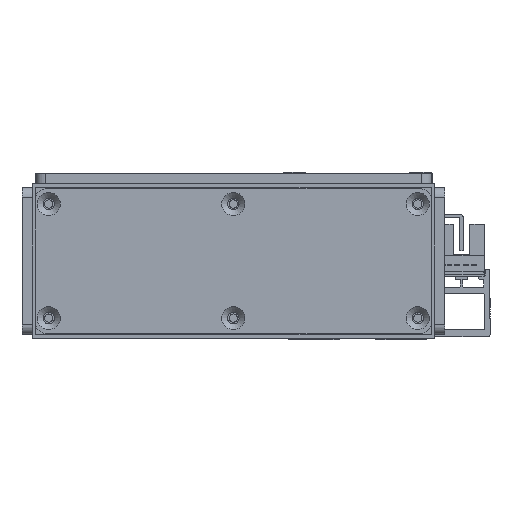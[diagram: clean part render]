
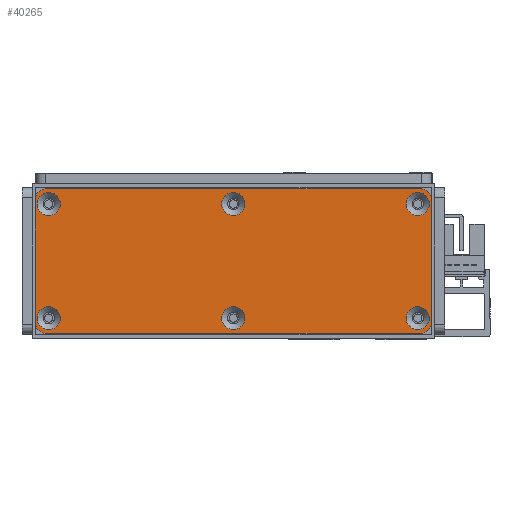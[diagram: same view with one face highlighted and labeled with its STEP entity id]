
A CAD part, front view. The second image highlights one B-rep face of the part: STEP entity #40265.
In plain terms, the highlighted face is planar.
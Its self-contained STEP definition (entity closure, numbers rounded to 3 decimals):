
#778=FACE_BOUND('',#6902,.T.);
#779=FACE_BOUND('',#6903,.T.);
#780=FACE_BOUND('',#6904,.T.);
#781=FACE_BOUND('',#6905,.T.);
#782=FACE_BOUND('',#6906,.T.);
#783=FACE_BOUND('',#6907,.T.);
#2236=PLANE('',#43541);
#4445=FACE_OUTER_BOUND('',#6901,.T.);
#6901=EDGE_LOOP('',(#37172,#37173,#37174,#37175,#37176,#37177,#37178,#37179));
#6902=EDGE_LOOP('',(#37180));
#6903=EDGE_LOOP('',(#37181));
#6904=EDGE_LOOP('',(#37182));
#6905=EDGE_LOOP('',(#37183));
#6906=EDGE_LOOP('',(#37184));
#6907=EDGE_LOOP('',(#37185));
#11402=LINE('',#66649,#15981);
#11406=LINE('',#66661,#15985);
#11410=LINE('',#66673,#15989);
#11414=LINE('',#66683,#15993);
#15981=VECTOR('',#53716,10.);
#15985=VECTOR('',#53728,10.);
#15989=VECTOR('',#53740,10.);
#15993=VECTOR('',#53752,10.);
#17075=CIRCLE('',#43495,3.45);
#17078=CIRCLE('',#43500,3.45);
#17081=CIRCLE('',#43505,3.45);
#17084=CIRCLE('',#43510,3.45);
#17087=CIRCLE('',#43515,3.45);
#17090=CIRCLE('',#43520,3.45);
#17094=CIRCLE('',#43526,3.);
#17096=CIRCLE('',#43530,3.);
#17098=CIRCLE('',#43534,3.);
#17100=CIRCLE('',#43538,3.);
#20691=VERTEX_POINT('',#66577);
#20694=VERTEX_POINT('',#66587);
#20697=VERTEX_POINT('',#66597);
#20700=VERTEX_POINT('',#66607);
#20703=VERTEX_POINT('',#66617);
#20706=VERTEX_POINT('',#66627);
#20711=VERTEX_POINT('',#66640);
#20712=VERTEX_POINT('',#66642);
#20714=VERTEX_POINT('',#66648);
#20716=VERTEX_POINT('',#66654);
#20718=VERTEX_POINT('',#66660);
#20720=VERTEX_POINT('',#66666);
#20722=VERTEX_POINT('',#66672);
#20724=VERTEX_POINT('',#66678);
#26193=EDGE_CURVE('',#20691,#20691,#17075,.T.);
#26198=EDGE_CURVE('',#20694,#20694,#17078,.T.);
#26203=EDGE_CURVE('',#20697,#20697,#17081,.T.);
#26208=EDGE_CURVE('',#20700,#20700,#17084,.T.);
#26213=EDGE_CURVE('',#20703,#20703,#17087,.T.);
#26218=EDGE_CURVE('',#20706,#20706,#17090,.T.);
#26225=EDGE_CURVE('',#20712,#20711,#17094,.T.);
#26228=EDGE_CURVE('',#20714,#20712,#11402,.T.);
#26231=EDGE_CURVE('',#20716,#20714,#17096,.T.);
#26234=EDGE_CURVE('',#20718,#20716,#11406,.T.);
#26237=EDGE_CURVE('',#20720,#20718,#17098,.T.);
#26240=EDGE_CURVE('',#20722,#20720,#11410,.T.);
#26243=EDGE_CURVE('',#20724,#20722,#17100,.T.);
#26246=EDGE_CURVE('',#20711,#20724,#11414,.T.);
#37172=ORIENTED_EDGE('',*,*,#26246,.T.);
#37173=ORIENTED_EDGE('',*,*,#26243,.T.);
#37174=ORIENTED_EDGE('',*,*,#26240,.T.);
#37175=ORIENTED_EDGE('',*,*,#26237,.T.);
#37176=ORIENTED_EDGE('',*,*,#26234,.T.);
#37177=ORIENTED_EDGE('',*,*,#26231,.T.);
#37178=ORIENTED_EDGE('',*,*,#26228,.T.);
#37179=ORIENTED_EDGE('',*,*,#26225,.T.);
#37180=ORIENTED_EDGE('',*,*,#26193,.T.);
#37181=ORIENTED_EDGE('',*,*,#26198,.T.);
#37182=ORIENTED_EDGE('',*,*,#26203,.T.);
#37183=ORIENTED_EDGE('',*,*,#26208,.T.);
#37184=ORIENTED_EDGE('',*,*,#26213,.T.);
#37185=ORIENTED_EDGE('',*,*,#26218,.T.);
#40265=ADVANCED_FACE('',(#4445,#778,#779,#780,#781,#782,#783),#2236,.T.);
#43495=AXIS2_PLACEMENT_3D('',#66578,#53635,#53636);
#43500=AXIS2_PLACEMENT_3D('',#66588,#53647,#53648);
#43505=AXIS2_PLACEMENT_3D('',#66598,#53659,#53660);
#43510=AXIS2_PLACEMENT_3D('',#66608,#53671,#53672);
#43515=AXIS2_PLACEMENT_3D('',#66618,#53683,#53684);
#43520=AXIS2_PLACEMENT_3D('',#66628,#53695,#53696);
#43526=AXIS2_PLACEMENT_3D('',#66643,#53710,#53711);
#43530=AXIS2_PLACEMENT_3D('',#66655,#53722,#53723);
#43534=AXIS2_PLACEMENT_3D('',#66667,#53734,#53735);
#43538=AXIS2_PLACEMENT_3D('',#66679,#53746,#53747);
#43541=AXIS2_PLACEMENT_3D('',#66685,#53755,#53756);
#53635=DIRECTION('center_axis',(0.,0.,-1.));
#53636=DIRECTION('ref_axis',(1.,0.,0.));
#53647=DIRECTION('center_axis',(0.,0.,-1.));
#53648=DIRECTION('ref_axis',(1.,0.,0.));
#53659=DIRECTION('center_axis',(0.,0.,-1.));
#53660=DIRECTION('ref_axis',(1.,0.,0.));
#53671=DIRECTION('center_axis',(0.,0.,-1.));
#53672=DIRECTION('ref_axis',(1.,0.,0.));
#53683=DIRECTION('center_axis',(0.,0.,-1.));
#53684=DIRECTION('ref_axis',(1.,0.,0.));
#53695=DIRECTION('center_axis',(0.,0.,-1.));
#53696=DIRECTION('ref_axis',(1.,0.,0.));
#53710=DIRECTION('center_axis',(0.,0.,1.));
#53711=DIRECTION('ref_axis',(-1.,0.,0.));
#53716=DIRECTION('',(0.,1.,0.));
#53722=DIRECTION('center_axis',(0.,0.,1.));
#53723=DIRECTION('ref_axis',(0.,1.,0.));
#53728=DIRECTION('',(1.,0.,0.));
#53734=DIRECTION('center_axis',(0.,0.,1.));
#53735=DIRECTION('ref_axis',(1.,0.,0.));
#53740=DIRECTION('',(0.,-1.,0.));
#53746=DIRECTION('center_axis',(0.,0.,1.));
#53747=DIRECTION('ref_axis',(0.,-1.,0.));
#53752=DIRECTION('',(-1.,0.,0.));
#53755=DIRECTION('center_axis',(0.,0.,1.));
#53756=DIRECTION('ref_axis',(1.,0.,0.));
#66577=CARTESIAN_POINT('',(110.55,4.5,3.));
#66578=CARTESIAN_POINT('Origin',(114.,4.5,3.));
#66587=CARTESIAN_POINT('',(55.55,38.5,3.));
#66588=CARTESIAN_POINT('Origin',(59.,38.5,3.));
#66597=CARTESIAN_POINT('',(55.55,4.5,3.));
#66598=CARTESIAN_POINT('Origin',(59.,4.5,3.));
#66607=CARTESIAN_POINT('',(0.55,38.5,3.));
#66608=CARTESIAN_POINT('Origin',(4.,38.5,3.));
#66617=CARTESIAN_POINT('',(110.55,38.5,3.));
#66618=CARTESIAN_POINT('Origin',(114.,38.5,3.));
#66627=CARTESIAN_POINT('',(0.55,4.5,3.));
#66628=CARTESIAN_POINT('Origin',(4.,4.5,3.));
#66640=CARTESIAN_POINT('',(115.,43.,3.));
#66642=CARTESIAN_POINT('',(118.,40.,3.));
#66643=CARTESIAN_POINT('Origin',(115.,40.,3.));
#66648=CARTESIAN_POINT('',(118.,3.,3.));
#66649=CARTESIAN_POINT('',(118.,40.,3.));
#66654=CARTESIAN_POINT('',(115.,0.,3.));
#66655=CARTESIAN_POINT('Origin',(115.,3.,3.));
#66660=CARTESIAN_POINT('',(3.,0.,3.));
#66661=CARTESIAN_POINT('',(115.,0.,3.));
#66666=CARTESIAN_POINT('',(0.,3.,3.));
#66667=CARTESIAN_POINT('Origin',(3.,3.,3.));
#66672=CARTESIAN_POINT('',(0.,40.,3.));
#66673=CARTESIAN_POINT('',(0.,3.,3.));
#66678=CARTESIAN_POINT('',(3.,43.,3.));
#66679=CARTESIAN_POINT('Origin',(3.,40.,3.));
#66683=CARTESIAN_POINT('',(3.,43.,3.));
#66685=CARTESIAN_POINT('Origin',(59.,21.5,3.));
